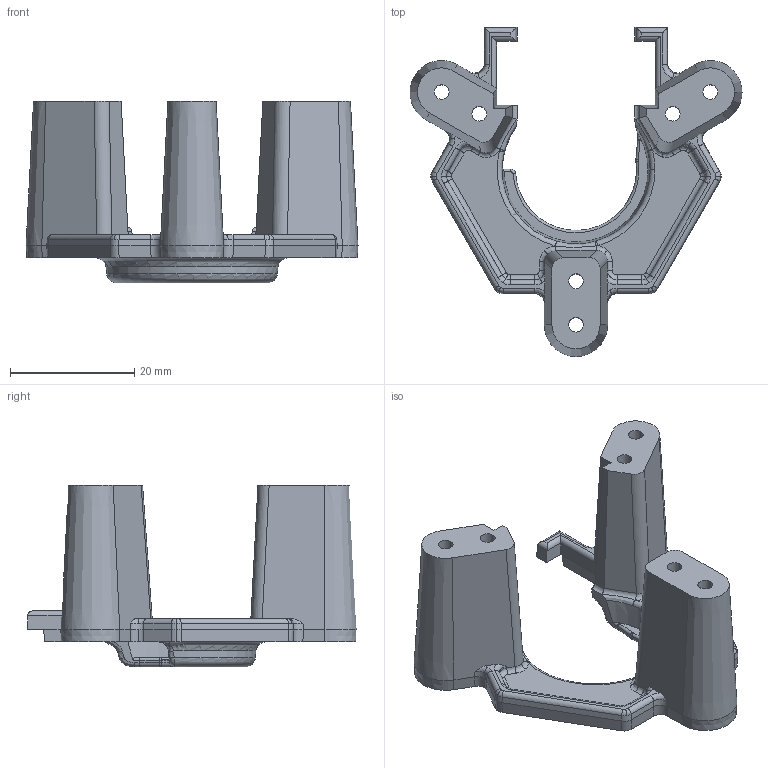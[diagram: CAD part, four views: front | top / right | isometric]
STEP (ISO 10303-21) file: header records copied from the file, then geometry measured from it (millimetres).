
FILE_DESCRIPTION (( 'STEP AP203' ), '1' );
FILE_NAME ('71257 HE280 PCB Mount Isolated.STEP', '2016-11-07T20:17:32', ( '' ), ( '' ), 'SwSTEP 2.0', 'SolidWorks 2017', '' );
FILE_SCHEMA (( 'CONFIG_CONTROL_DESIGN' ));
Length unit declared in the file: millimetre
Products named in the file (1): 71257 HE280 PCB Mount Isolated
Bounding box: 53.51 x 53.06 x 29.26 mm (x, y, z)
Volume: 11315.2 mm3; surface area: 7347 mm2
Topology: 1 solids, 1 shells, 288 faces, 745 edges, 461 vertices
Faces by surface type: cylinder 107, bspline 78, plane 76, cone 14, torus 12, sphere 1
Entity records: 10061 total; most frequent: CARTESIAN_POINT 3848, ORIENTED_EDGE 1488, DIRECTION 1086, EDGE_CURVE 744, VERTEX_POINT 461, AXIS2_PLACEMENT_3D 396, EDGE_LOOP 303, LINE 294
